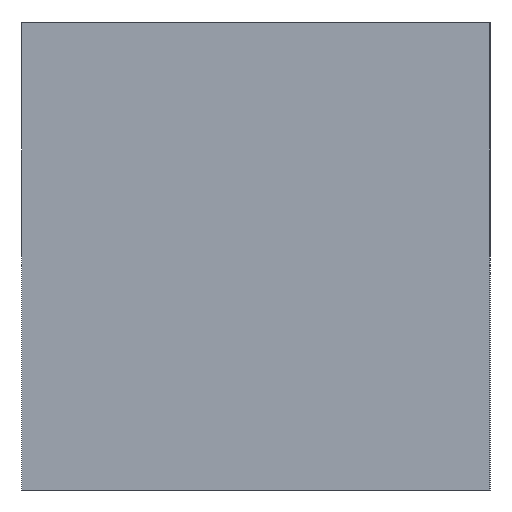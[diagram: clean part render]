
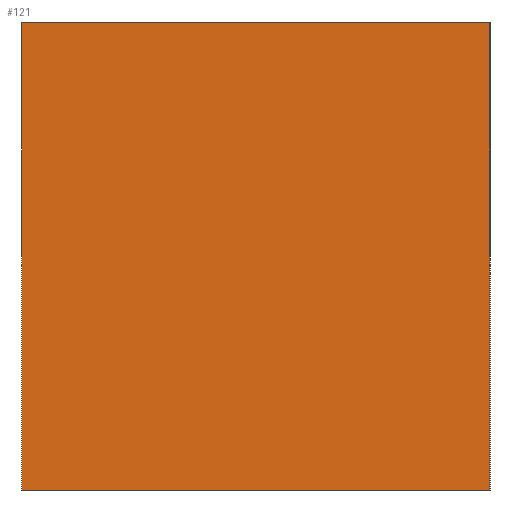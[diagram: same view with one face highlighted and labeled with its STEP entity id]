
A CAD part, left-side view. The second image highlights one B-rep face of the part: STEP entity #121.
In plain terms, the highlighted planar face has unit normal (-1, 0, 0).
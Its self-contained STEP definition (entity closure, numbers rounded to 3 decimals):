
#121=ADVANCED_FACE('',(#233),#235,.T.);
#233=FACE_BOUND('',#234,.T.);
#234=EDGE_LOOP('',(#326,#327,#328,#329));
#235=PLANE('',#236);
#236=AXIS2_PLACEMENT_3D('',#237,#238,#239);
#237=CARTESIAN_POINT('',(-2.825,2.,0.));
#238=DIRECTION('',(-1.,0.,0.));
#239=DIRECTION('',(0.,-1.,0.));
#326=ORIENTED_EDGE('',*,*,#388,.T.);
#327=ORIENTED_EDGE('',*,*,#375,.T.);
#328=ORIENTED_EDGE('',*,*,#358,.F.);
#329=ORIENTED_EDGE('',*,*,#371,.F.);
#358=EDGE_CURVE('',#397,#399,#400,.T.);
#371=EDGE_CURVE('',#421,#397,#423,.T.);
#375=EDGE_CURVE('',#429,#399,#430,.T.);
#388=EDGE_CURVE('',#421,#429,#448,.T.);
#397=VERTEX_POINT('',#463);
#399=VERTEX_POINT('',#467);
#400=LINE('',#468,#469);
#421=VERTEX_POINT('',#513);
#423=LINE('',#517,#518);
#429=VERTEX_POINT('',#531);
#430=LINE('',#532,#533);
#448=LINE('',#576,#577);
#463=CARTESIAN_POINT('',(-2.825,2.,4.));
#467=CARTESIAN_POINT('',(-2.825,-2.,4.));
#468=CARTESIAN_POINT('',(-2.825,2.,4.));
#469=VECTOR('',#470,1.);
#470=DIRECTION('',(0.,-1.,0.));
#513=CARTESIAN_POINT('',(-2.825,2.,0.));
#517=CARTESIAN_POINT('',(-2.825,2.,0.));
#518=VECTOR('',#519,1.);
#519=DIRECTION('',(0.,0.,1.));
#531=CARTESIAN_POINT('',(-2.825,-2.,0.));
#532=CARTESIAN_POINT('',(-2.825,-2.,0.));
#533=VECTOR('',#534,1.);
#534=DIRECTION('',(0.,0.,1.));
#576=CARTESIAN_POINT('',(-2.825,2.,0.));
#577=VECTOR('',#578,1.);
#578=DIRECTION('',(0.,-1.,0.));
